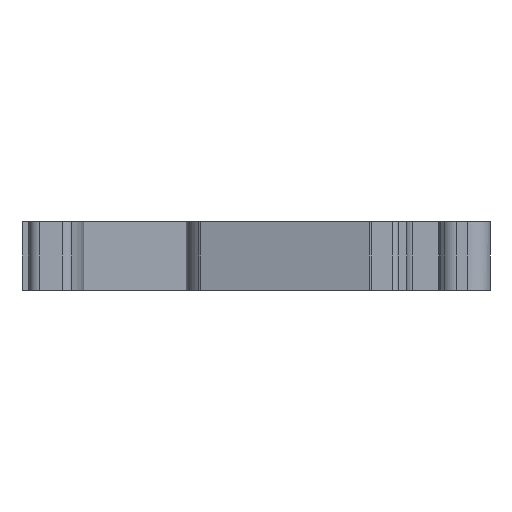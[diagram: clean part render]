
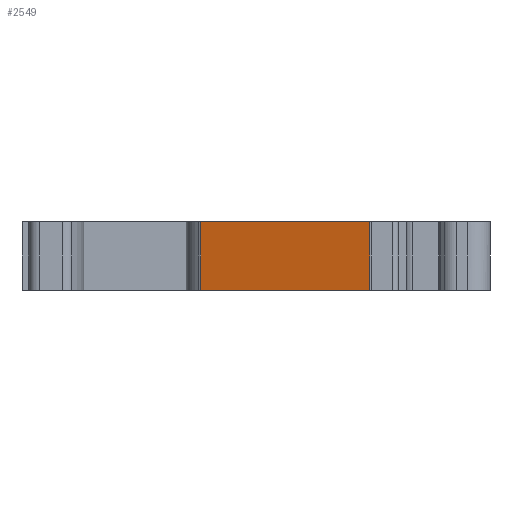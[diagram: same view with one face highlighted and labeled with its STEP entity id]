
A CAD part, front view. The second image highlights one B-rep face of the part: STEP entity #2549.
In plain terms, the highlighted free-form (B-spline) face has degree [1, 1] with [2, 2] control points.
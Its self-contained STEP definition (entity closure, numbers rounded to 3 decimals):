
#1239=CARTESIAN_POINT('',(104.954,139.856,0.));
#1240=VERTEX_POINT('',#1239);
#1247=CARTESIAN_POINT('',(104.954,139.856,-6.2));
#1248=VERTEX_POINT('',#1247);
#1249=CARTESIAN_POINT('',(104.954,139.856,0.));
#1250=CARTESIAN_POINT('',(104.954,139.856,-6.2));
#1251=B_SPLINE_CURVE_WITH_KNOTS('',1,(#1249,#1250),.POLYLINE_FORM.,.F.,.U.,(2,2),(0.,1.),.UNSPECIFIED.);
#1252=EDGE_CURVE('',#1240,#1248,#1251,.T.);
#1292=CARTESIAN_POINT('',(89.587,144.031,-6.2));
#1293=VERTEX_POINT('',#1292);
#1300=CARTESIAN_POINT('',(89.587,144.031,0.));
#1301=VERTEX_POINT('',#1300);
#1302=CARTESIAN_POINT('',(89.587,144.031,0.));
#1303=CARTESIAN_POINT('',(89.587,144.031,-6.2));
#1304=B_SPLINE_CURVE_WITH_KNOTS('',1,(#1302,#1303),.POLYLINE_FORM.,.F.,.U.,(2,2),(0.,1.),.UNSPECIFIED.);
#1305=EDGE_CURVE('',#1301,#1293,#1304,.T.);
#2073=CARTESIAN_POINT('',(89.587,144.031,0.));
#2074=CARTESIAN_POINT('',(104.954,139.856,0.));
#2075=B_SPLINE_CURVE_WITH_KNOTS('',1,(#2073,#2074),.POLYLINE_FORM.,.F.,.U.,(2,2),(0.,1.),.UNSPECIFIED.);
#2076=EDGE_CURVE('',#1301,#1240,#2075,.T.);
#2254=CARTESIAN_POINT('',(89.587,144.031,-6.2));
#2255=CARTESIAN_POINT('',(104.954,139.856,-6.2));
#2256=B_SPLINE_CURVE_WITH_KNOTS('',1,(#2254,#2255),.POLYLINE_FORM.,.F.,.U.,(2,2),(0.,1.),.UNSPECIFIED.);
#2257=EDGE_CURVE('',#1293,#1248,#2256,.T.);
#2538=CARTESIAN_POINT('',(89.587,144.031,0.));
#2539=CARTESIAN_POINT('',(89.587,144.031,-6.2));
#2540=CARTESIAN_POINT('',(104.954,139.856,0.));
#2541=CARTESIAN_POINT('',(104.954,139.856,-6.2));
#2542=B_SPLINE_SURFACE_WITH_KNOTS('',1,1,((#2538,#2539),(#2540,#2541)),.PLANE_SURF.,.F.,.F.,.U.,(2,2),(2,2),(0.,1.),(0.,1.),.UNSPECIFIED.);
#2543=ORIENTED_EDGE('',*,*,#2076,.T.);
#2544=ORIENTED_EDGE('',*,*,#1252,.T.);
#2545=ORIENTED_EDGE('',*,*,#2257,.F.);
#2546=ORIENTED_EDGE('',*,*,#1305,.F.);
#2547=EDGE_LOOP('',(#2543,#2544,#2545,#2546));
#2548=FACE_OUTER_BOUND('',#2547,.F.);
#2549=ADVANCED_FACE('',(#2548),#2542,.F.);
